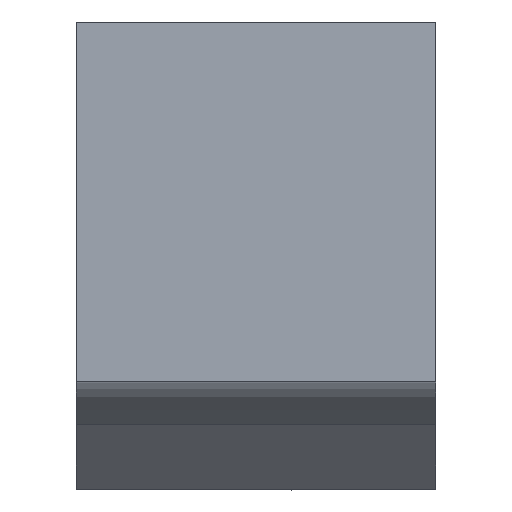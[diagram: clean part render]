
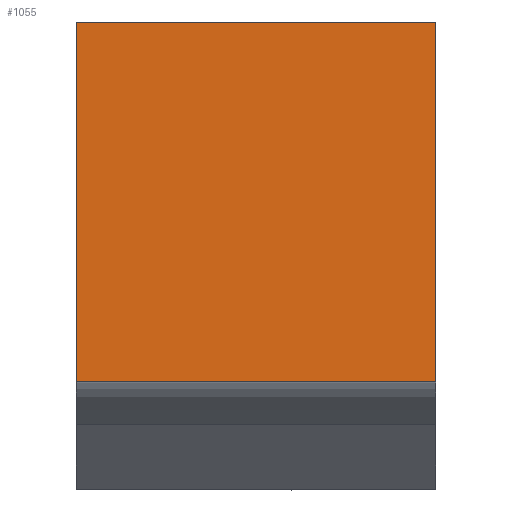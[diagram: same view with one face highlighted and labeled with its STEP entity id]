
A CAD part, left-side view. The second image highlights one B-rep face of the part: STEP entity #1055.
In plain terms, the highlighted planar face has unit normal (-1, 0, 0).
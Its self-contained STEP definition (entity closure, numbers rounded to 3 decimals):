
#48 = VECTOR ( 'NONE', #414, 1000. ) ;
#110 = CARTESIAN_POINT ( 'NONE',  ( 0., 10., 10. ) ) ;
#165 = CARTESIAN_POINT ( 'NONE',  ( 0., 154.529, 0. ) ) ;
#202 = ORIENTED_EDGE ( 'NONE', *, *, #476, .F. ) ;
#272 = EDGE_CURVE ( 'NONE', #1158, #852, #1202, .T. ) ;
#349 = VERTEX_POINT ( 'NONE', #404 ) ;
#404 = CARTESIAN_POINT ( 'NONE',  ( 0., 0., 0. ) ) ;
#414 = DIRECTION ( 'NONE',  ( 0., 0., -1. ) ) ;
#419 = CARTESIAN_POINT ( 'NONE',  ( 0., 0., 10. ) ) ;
#473 = CARTESIAN_POINT ( 'NONE',  ( 0., 10., 10. ) ) ;
#476 = EDGE_CURVE ( 'NONE', #852, #349, #589, .T. ) ;
#489 = VECTOR ( 'NONE', #708, 1000. ) ;
#492 = CARTESIAN_POINT ( 'NONE',  ( 0., 0., 10. ) ) ;
#496 = CARTESIAN_POINT ( 'NONE',  ( 0., 10., 0. ) ) ;
#497 = CARTESIAN_POINT ( 'NONE',  ( 0., 10., 10. ) ) ;
#529 = EDGE_CURVE ( 'NONE', #1158, #790, #939, .T. ) ;
#563 = DIRECTION ( 'NONE',  ( 0., -1., 0. ) ) ;
#589 = LINE ( 'NONE', #492, #827 ) ;
#593 = ORIENTED_EDGE ( 'NONE', *, *, #1316, .T. ) ;
#619 = DIRECTION ( 'NONE',  ( 1., 0., 0. ) ) ;
#641 = PLANE ( 'NONE',  #797 ) ;
#708 = DIRECTION ( 'NONE',  ( 0., -1., 0. ) ) ;
#727 = DIRECTION ( 'NONE',  ( 0., 0., 1. ) ) ;
#790 = VERTEX_POINT ( 'NONE', #496 ) ;
#797 = AXIS2_PLACEMENT_3D ( 'NONE', #497, #619, #727 ) ;
#827 = VECTOR ( 'NONE', #1027, 1000. ) ;
#852 = VERTEX_POINT ( 'NONE', #419 ) ;
#939 = LINE ( 'NONE', #1105, #48 ) ;
#1027 = DIRECTION ( 'NONE',  ( 0., 0., -1. ) ) ;
#1051 = FACE_OUTER_BOUND ( 'NONE', #1317, .T. ) ;
#1055 = ADVANCED_FACE ( 'NONE', ( #1051 ), #641, .F. ) ;
#1101 = VECTOR ( 'NONE', #563, 1000. ) ;
#1105 = CARTESIAN_POINT ( 'NONE',  ( 0., 10., 10. ) ) ;
#1136 = LINE ( 'NONE', #165, #489 ) ;
#1158 = VERTEX_POINT ( 'NONE', #110 ) ;
#1202 = LINE ( 'NONE', #473, #1101 ) ;
#1256 = ORIENTED_EDGE ( 'NONE', *, *, #272, .F. ) ;
#1299 = ORIENTED_EDGE ( 'NONE', *, *, #529, .T. ) ;
#1316 = EDGE_CURVE ( 'NONE', #790, #349, #1136, .T. ) ;
#1317 = EDGE_LOOP ( 'NONE', ( #202, #1256, #1299, #593 ) ) ;
